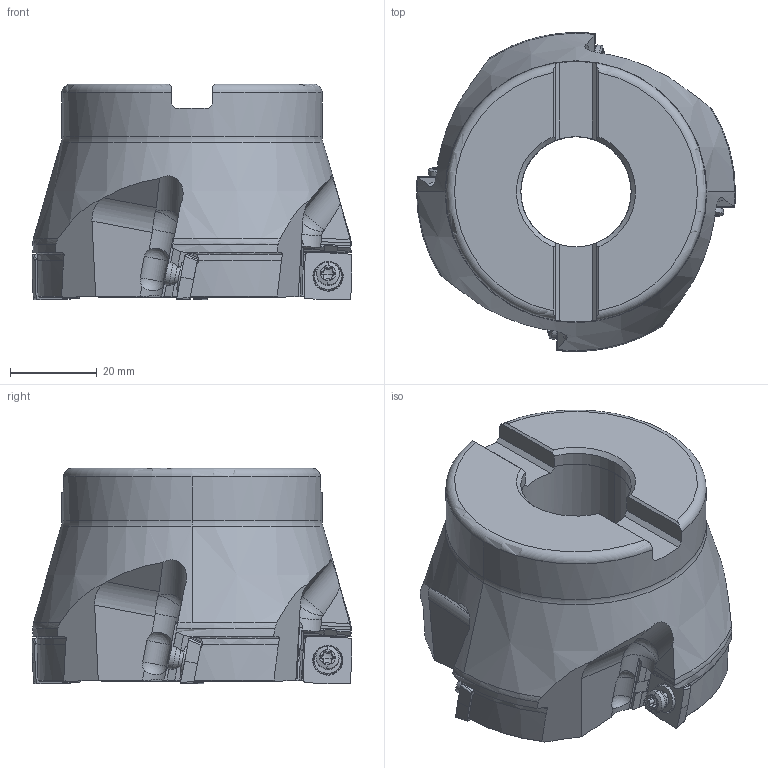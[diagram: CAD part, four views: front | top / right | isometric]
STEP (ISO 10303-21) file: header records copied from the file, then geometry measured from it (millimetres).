
FILE_DESCRIPTION(/* description */ (''),/* implementation_level */ '2;1');
FILE_NAME(/* name */ 'ASX400R0304C.stp',/* time_stamp */ '2021-09-08T11:42:02+09:00',/* author */ (''),/* organization */ (''),/* preprocessor_version */ 'ST-DEVELOPER v16',/* originating_system */ 'SIEMENS PLM Software NX 10.0',/* authorisation */ '');
FILE_SCHEMA (('AUTOMOTIVE_DESIGN { 1 0 10303 214 3 1 1 1 }'));
Length unit declared in the file: millimetre
Products named in the file (1): ASX400R0304C_ASM
Bounding box: 73.75 x 73.69 x 49.72 mm (x, y, z)
Volume: 109161.4 mm3; surface area: 24332.9 mm2
Topology: 13 solids, 13 shells, 616 faces, 1780 edges, 1217 vertices
Faces by surface type: plane 248, cylinder 206, cone 84, torus 32, sphere 20, extrusion 16, bspline 10
Entity records: 24842 total; most frequent: CARTESIAN_POINT 8526, ORIENTED_EDGE 3472, DIRECTION 3169, EDGE_CURVE 1736, AXIS2_PLACEMENT_3D 1215, VERTEX_POINT 1170, VECTOR 739, LINE 723
